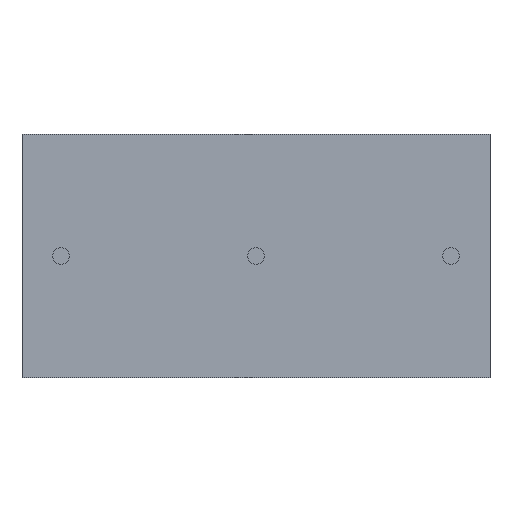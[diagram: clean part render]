
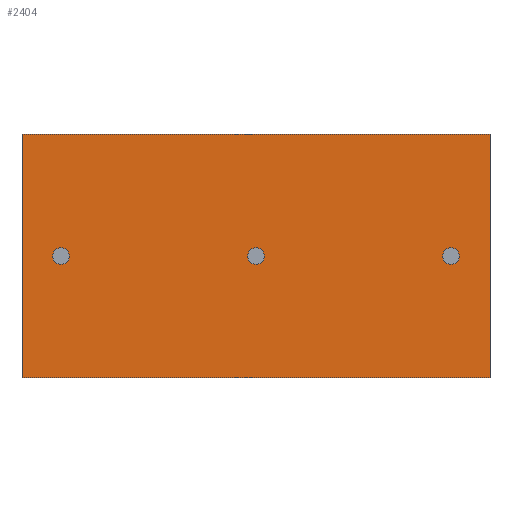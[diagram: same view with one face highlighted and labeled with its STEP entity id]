
A CAD part, front view. The second image highlights one B-rep face of the part: STEP entity #2404.
In plain terms, the highlighted planar face has unit normal (0, -1, 0).
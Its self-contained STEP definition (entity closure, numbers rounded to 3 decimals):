
#25 = EDGE_CURVE ( 'NONE', #1938, #1728, #1026, .T. ) ;
#47 = DIRECTION ( 'NONE',  ( 0., 0., 1. ) ) ;
#99 = DIRECTION ( 'NONE',  ( 0., 0., -1. ) ) ;
#117 = DIRECTION ( 'NONE',  ( 0., 0., 1. ) ) ;
#161 = EDGE_CURVE ( 'NONE', #526, #303, #2217, .T. ) ;
#214 = CARTESIAN_POINT ( 'NONE',  ( 22., 0., 6.675 ) ) ;
#244 = ORIENTED_EDGE ( 'NONE', *, *, #2039, .F. ) ;
#258 = ORIENTED_EDGE ( 'NONE', *, *, #2058, .F. ) ;
#303 = VERTEX_POINT ( 'NONE', #214 ) ;
#304 = LINE ( 'NONE', #1678, #1905 ) ;
#369 = DIRECTION ( 'NONE',  ( 0., 0., 1. ) ) ;
#497 = AXIS2_PLACEMENT_3D ( 'NONE', #1711, #531, #1932 ) ;
#509 = DIRECTION ( 'NONE',  ( 0., -1., 0. ) ) ;
#526 = VERTEX_POINT ( 'NONE', #641 ) ;
#531 = DIRECTION ( 'NONE',  ( 0., -1., 0. ) ) ;
#577 = CARTESIAN_POINT ( 'NONE',  ( 0., 0., 12.5 ) ) ;
#584 = DIRECTION ( 'NONE',  ( 0., 0., -1. ) ) ;
#589 = VECTOR ( 'NONE', #2027, 1000. ) ;
#611 = CARTESIAN_POINT ( 'NONE',  ( 0., 0., 12.5 ) ) ;
#616 = EDGE_CURVE ( 'NONE', #1684, #1706, #1007, .T. ) ;
#641 = CARTESIAN_POINT ( 'NONE',  ( 22., 0., 5.825 ) ) ;
#678 = VECTOR ( 'NONE', #99, 1000. ) ;
#691 = ORIENTED_EDGE ( 'NONE', *, *, #1123, .F. ) ;
#702 = CARTESIAN_POINT ( 'NONE',  ( 24., 0., 12.5 ) ) ;
#708 = EDGE_CURVE ( 'NONE', #1310, #1731, #1802, .T. ) ;
#715 = AXIS2_PLACEMENT_3D ( 'NONE', #1547, #964, #2226 ) ;
#716 = ORIENTED_EDGE ( 'NONE', *, *, #616, .F. ) ;
#744 = ORIENTED_EDGE ( 'NONE', *, *, #1105, .F. ) ;
#757 = CARTESIAN_POINT ( 'NONE',  ( 22., 0., 6.25 ) ) ;
#772 = CARTESIAN_POINT ( 'NONE',  ( 2., 0., 5.825 ) ) ;
#775 = CARTESIAN_POINT ( 'NONE',  ( 2., 0., 6.25 ) ) ;
#796 = EDGE_CURVE ( 'NONE', #303, #526, #2150, .T. ) ;
#807 = CARTESIAN_POINT ( 'NONE',  ( 12., 0., 5.825 ) ) ;
#900 = DIRECTION ( 'NONE',  ( 1., 0., 0. ) ) ;
#919 = DIRECTION ( 'NONE',  ( 0., 0., 1. ) ) ;
#922 = LINE ( 'NONE', #702, #678 ) ;
#964 = DIRECTION ( 'NONE',  ( 0., 1., 0. ) ) ;
#1007 = CIRCLE ( 'NONE', #1317, 0.425 ) ;
#1013 = AXIS2_PLACEMENT_3D ( 'NONE', #775, #1765, #369 ) ;
#1026 = LINE ( 'NONE', #611, #589 ) ;
#1045 = ORIENTED_EDGE ( 'NONE', *, *, #25, .T. ) ;
#1058 = DIRECTION ( 'NONE',  ( 0., -1., 0. ) ) ;
#1071 = ORIENTED_EDGE ( 'NONE', *, *, #161, .T. ) ;
#1082 = FACE_OUTER_BOUND ( 'NONE', #2499, .T. ) ;
#1105 = EDGE_CURVE ( 'NONE', #1731, #1310, #2189, .T. ) ;
#1123 = EDGE_CURVE ( 'NONE', #1800, #1543, #922, .T. ) ;
#1127 = AXIS2_PLACEMENT_3D ( 'NONE', #1697, #509, #117 ) ;
#1178 = DIRECTION ( 'NONE',  ( 1., 0., 0. ) ) ;
#1254 = EDGE_LOOP ( 'NONE', ( #716, #244 ) ) ;
#1295 = CARTESIAN_POINT ( 'NONE',  ( 0., 0., 12.5 ) ) ;
#1310 = VERTEX_POINT ( 'NONE', #807 ) ;
#1317 = AXIS2_PLACEMENT_3D ( 'NONE', #2463, #1058, #47 ) ;
#1381 = DIRECTION ( 'NONE',  ( 0., 1., 0. ) ) ;
#1451 = FACE_BOUND ( 'NONE', #2022, .T. ) ;
#1502 = CIRCLE ( 'NONE', #1013, 0.425 ) ;
#1514 = CARTESIAN_POINT ( 'NONE',  ( 0., 0., 12.5 ) ) ;
#1543 = VERTEX_POINT ( 'NONE', #1632 ) ;
#1547 = CARTESIAN_POINT ( 'NONE',  ( 22., 0., 6.25 ) ) ;
#1595 = CARTESIAN_POINT ( 'NONE',  ( 0., 0., 0. ) ) ;
#1607 = EDGE_LOOP ( 'NONE', ( #2383, #1071 ) ) ;
#1632 = CARTESIAN_POINT ( 'NONE',  ( 24., 0., 0. ) ) ;
#1678 = CARTESIAN_POINT ( 'NONE',  ( 0., 0., 0. ) ) ;
#1684 = VERTEX_POINT ( 'NONE', #2384 ) ;
#1697 = CARTESIAN_POINT ( 'NONE',  ( 12., 0., 6.25 ) ) ;
#1706 = VERTEX_POINT ( 'NONE', #772 ) ;
#1711 = CARTESIAN_POINT ( 'NONE',  ( 12., 0., 6.25 ) ) ;
#1728 = VERTEX_POINT ( 'NONE', #1595 ) ;
#1731 = VERTEX_POINT ( 'NONE', #1817 ) ;
#1765 = DIRECTION ( 'NONE',  ( 0., -1., 0. ) ) ;
#1767 = ORIENTED_EDGE ( 'NONE', *, *, #2438, .T. ) ;
#1800 = VERTEX_POINT ( 'NONE', #2412 ) ;
#1802 = CIRCLE ( 'NONE', #497, 0.425 ) ;
#1805 = AXIS2_PLACEMENT_3D ( 'NONE', #1514, #1916, #919 ) ;
#1817 = CARTESIAN_POINT ( 'NONE',  ( 12., 0., 6.675 ) ) ;
#1848 = FACE_BOUND ( 'NONE', #1607, .T. ) ;
#1879 = LINE ( 'NONE', #577, #2075 ) ;
#1905 = VECTOR ( 'NONE', #900, 1000. ) ;
#1916 = DIRECTION ( 'NONE',  ( 0., 1., 0. ) ) ;
#1932 = DIRECTION ( 'NONE',  ( 0., 0., 1. ) ) ;
#1938 = VERTEX_POINT ( 'NONE', #1295 ) ;
#2022 = EDGE_LOOP ( 'NONE', ( #744, #2194 ) ) ;
#2027 = DIRECTION ( 'NONE',  ( 0., 0., -1. ) ) ;
#2039 = EDGE_CURVE ( 'NONE', #1706, #1684, #1502, .T. ) ;
#2058 = EDGE_CURVE ( 'NONE', #1938, #1800, #1879, .T. ) ;
#2075 = VECTOR ( 'NONE', #1178, 1000. ) ;
#2150 = CIRCLE ( 'NONE', #715, 0.425 ) ;
#2189 = CIRCLE ( 'NONE', #1127, 0.425 ) ;
#2194 = ORIENTED_EDGE ( 'NONE', *, *, #708, .F. ) ;
#2217 = CIRCLE ( 'NONE', #2522, 0.425 ) ;
#2226 = DIRECTION ( 'NONE',  ( 0., 0., -1. ) ) ;
#2383 = ORIENTED_EDGE ( 'NONE', *, *, #796, .T. ) ;
#2384 = CARTESIAN_POINT ( 'NONE',  ( 2., 0., 6.675 ) ) ;
#2404 = ADVANCED_FACE ( 'NONE', ( #1848, #1451, #1082, #2449 ), #2516, .F. ) ;
#2412 = CARTESIAN_POINT ( 'NONE',  ( 24., 0., 12.5 ) ) ;
#2438 = EDGE_CURVE ( 'NONE', #1728, #1543, #304, .T. ) ;
#2449 = FACE_BOUND ( 'NONE', #1254, .T. ) ;
#2463 = CARTESIAN_POINT ( 'NONE',  ( 2., 0., 6.25 ) ) ;
#2499 = EDGE_LOOP ( 'NONE', ( #1767, #691, #258, #1045 ) ) ;
#2516 = PLANE ( 'NONE',  #1805 ) ;
#2522 = AXIS2_PLACEMENT_3D ( 'NONE', #757, #1381, #584 ) ;
